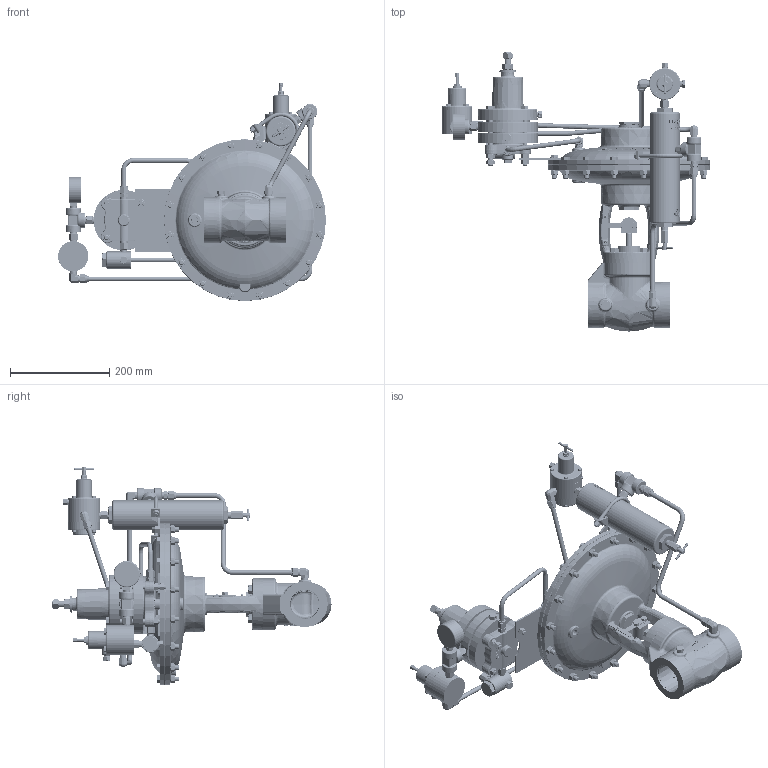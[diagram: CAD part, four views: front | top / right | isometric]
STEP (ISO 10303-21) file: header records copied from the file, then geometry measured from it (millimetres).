
FILE_DESCRIPTION (( 'STEP AP203' ), '1' );
FILE_NAME ('2 INCH HPCV PC 2200 SMT (30 HPBP).STEP', '2017-06-08T21:02:40', ( '' ), ( '' ), 'SwSTEP 2.0', 'SolidWorks 2016', '' );
FILE_SCHEMA (( 'CONFIG_CONTROL_DESIGN' ));
Length unit declared in the file: inch
Products named in the file (1): 2 INCH HPCV PC 2200 SMT (30 HPBP)
Bounding box: 540.97 x 563.69 x 440.81 mm (x, y, z)
Volume: 8579977 mm3; surface area: 1481742.5 mm2
Topology: 207 solids, 207 shells, 7811 faces, 18591 edges, 11461 vertices
Faces by surface type: plane 2997, bspline 1668, cone 1458, cylinder 1108, torus 458, sphere 122
Entity records: 392632 total; most frequent: CARTESIAN_POINT 227569, ORIENTED_EDGE 36890, DIRECTION 29797, EDGE_CURVE 18445, VERTEX_POINT 11445, AXIS2_PLACEMENT_3D 11411, EDGE_LOOP 8230, FACE_OUTER_BOUND 7811
